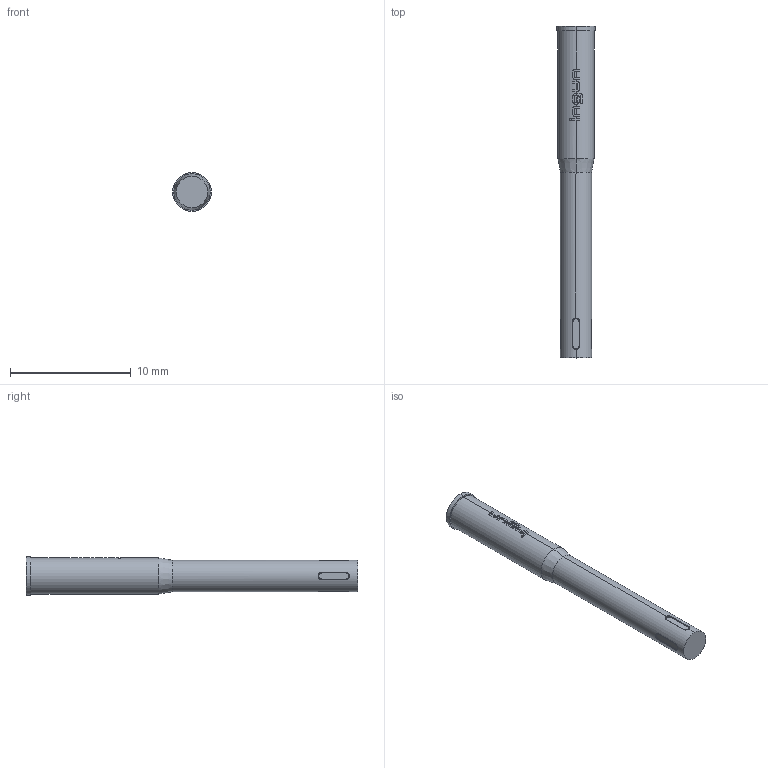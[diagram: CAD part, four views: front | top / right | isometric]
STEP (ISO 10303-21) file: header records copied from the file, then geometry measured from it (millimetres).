
FILE_DESCRIPTION (( 'STEP AP203' ), '1' );
FILE_NAME ('INGUN_KS-220.STEP', '2022-02-09T05:25:47', ( 'ochi' ), ( '' ), 'SwSTEP 2.0', 'SolidWorks 2018', '' );
FILE_SCHEMA (( 'CONFIG_CONTROL_DESIGN' ));
Length unit declared in the file: millimetre
Products named in the file (1): INGUN_KS-220
Bounding box: 3.2 x 27.5 x 3.2 mm (x, y, z)
Volume: 166.2 mm3; surface area: 255.1 mm2
Topology: 1 solids, 1 shells, 130 faces, 352 edges, 228 vertices
Faces by surface type: plane 55, cylinder 43, bspline 30, cone 2
Entity records: 4759 total; most frequent: CARTESIAN_POINT 1611, ORIENTED_EDGE 704, DIRECTION 564, EDGE_CURVE 352, VERTEX_POINT 228, AXIS2_PLACEMENT_3D 217, EDGE_LOOP 134, ADVANCED_FACE 130
